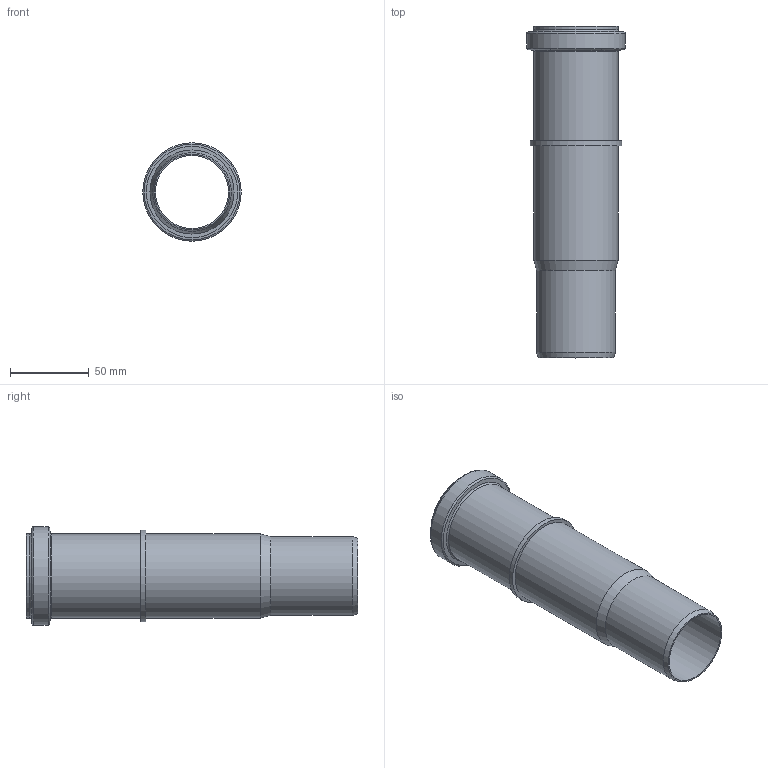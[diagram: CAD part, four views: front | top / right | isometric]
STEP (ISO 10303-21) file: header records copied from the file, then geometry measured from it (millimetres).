
FILE_DESCRIPTION(/* description */ (''),/* implementation_level */ '2;1');
FILE_NAME(/* name */ '172800 HTsafeL DN_OD 50.stp',/* time_stamp */ '2017-03-13T09:16:07+01:00',/* author */ ('user1'),/* organization */ (''),/* preprocessor_version */ 'ST-DEVELOPER v16.1',/* originating_system */ 'Autodesk Inventor 2016',/* authorisation */ '');
FILE_SCHEMA (('AUTOMOTIVE_DESIGN { 1 0 10303 214 3 1 1 }'));
Length unit declared in the file: millimetre
Products named in the file (1): 172800 HTsafeL DN_OD 50
Bounding box: 62.6 x 211 x 62.6 mm (x, y, z)
Volume: 59221.6 mm3; surface area: 71705.9 mm2
Topology: 1 solids, 1 shells, 31 faces, 58 edges, 31 vertices
Faces by surface type: cylinder 10, torus 10, cone 7, plane 4
Full cylindrical faces by diameter (mm): 46.4 x1, 50 x1, 50.3 x2, 53.5 x3, 58 x1, 59.6 x1, 62.6 x1
Entity records: 652 total; most frequent: DIRECTION 126, CARTESIAN_POINT 94, AXIS2_PLACEMENT_3D 63, EDGE_LOOP 62, ORIENTED_EDGE 62, FACE_BOUND 31, FACE_OUTER_BOUND 31, CIRCLE 31
